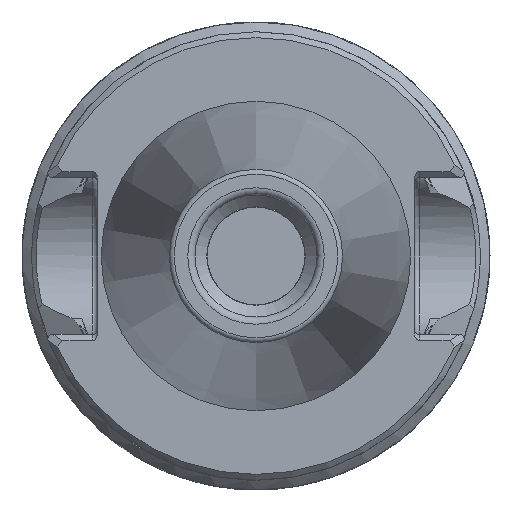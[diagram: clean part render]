
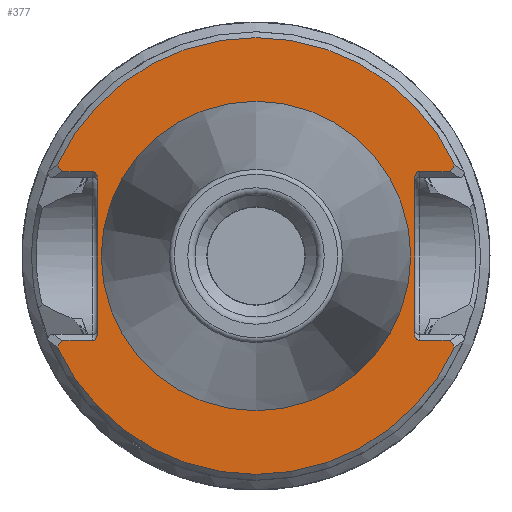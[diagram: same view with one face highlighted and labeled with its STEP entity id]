
A CAD part, left-side view. The second image highlights one B-rep face of the part: STEP entity #377.
In plain terms, the highlighted planar face has unit normal (-1, 0, 0).
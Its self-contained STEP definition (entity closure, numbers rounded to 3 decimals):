
#377 = ADVANCED_FACE( '', ( #898, #899 ), #900, .T. );
#898 = FACE_OUTER_BOUND( '', #1661, .T. );
#899 = FACE_BOUND( '', #1662, .T. );
#900 = PLANE( '', #1663 );
#1661 = EDGE_LOOP( '', ( #2758, #2759, #2760, #2761, #2762, #2763, #2764, #2765, #2766, #2767, #2768, #2769, #2770, #2771, #2772, #2773 ) );
#1662 = EDGE_LOOP( '', ( #2774 ) );
#1663 = AXIS2_PLACEMENT_3D( '', #2775, #2776, #2777 );
#2758 = ORIENTED_EDGE( '', *, *, #4352, .T. );
#2759 = ORIENTED_EDGE( '', *, *, #4353, .T. );
#2760 = ORIENTED_EDGE( '', *, *, #4214, .T. );
#2761 = ORIENTED_EDGE( '', *, *, #4354, .T. );
#2762 = ORIENTED_EDGE( '', *, *, #4355, .T. );
#2763 = ORIENTED_EDGE( '', *, *, #4356, .T. );
#2764 = ORIENTED_EDGE( '', *, *, #4103, .T. );
#2765 = ORIENTED_EDGE( '', *, *, #4042, .T. );
#2766 = ORIENTED_EDGE( '', *, *, #4205, .T. );
#2767 = ORIENTED_EDGE( '', *, *, #4357, .T. );
#2768 = ORIENTED_EDGE( '', *, *, #4358, .T. );
#2769 = ORIENTED_EDGE( '', *, *, #4359, .T. );
#2770 = ORIENTED_EDGE( '', *, *, #4208, .T. );
#2771 = ORIENTED_EDGE( '', *, *, #4360, .T. );
#2772 = ORIENTED_EDGE( '', *, *, #4341, .T. );
#2773 = ORIENTED_EDGE( '', *, *, #4149, .T. );
#2774 = ORIENTED_EDGE( '', *, *, #4273, .F. );
#2775 = CARTESIAN_POINT( '', ( 2., 0., 15.861 ) );
#2776 = DIRECTION( '', ( -1., 0., 0. ) );
#2777 = DIRECTION( '', ( 0., 0., 1. ) );
#4042 = EDGE_CURVE( '', #4756, #4754, #4757, .T. );
#4103 = EDGE_CURVE( '', #4865, #4756, #4866, .T. );
#4149 = EDGE_CURVE( '', #4946, #4944, #4947, .T. );
#4205 = EDGE_CURVE( '', #4754, #5043, #5044, .T. );
#4208 = EDGE_CURVE( '', #5047, #5048, #5049, .T. );
#4214 = EDGE_CURVE( '', #5057, #5058, #5059, .T. );
#4273 = EDGE_CURVE( '', #5152, #5152, #5153, .T. );
#4341 = EDGE_CURVE( '', #5252, #4946, #5253, .T. );
#4352 = EDGE_CURVE( '', #4944, #5268, #5269, .T. );
#4353 = EDGE_CURVE( '', #5268, #5057, #5270, .T. );
#4354 = EDGE_CURVE( '', #5058, #5271, #5272, .F. );
#4355 = EDGE_CURVE( '', #5271, #5273, #5274, .T. );
#4356 = EDGE_CURVE( '', #5273, #4865, #5275, .F. );
#4357 = EDGE_CURVE( '', #5043, #5276, #5277, .T. );
#4358 = EDGE_CURVE( '', #5276, #5278, #5279, .T. );
#4359 = EDGE_CURVE( '', #5278, #5047, #5280, .F. );
#4360 = EDGE_CURVE( '', #5048, #5252, #5281, .F. );
#4754 = VERTEX_POINT( '', #5786 );
#4756 = VERTEX_POINT( '', #5794 );
#4757 = B_SPLINE_CURVE_WITH_KNOTS( '', 1, ( #5795, #5796 ), .UNSPECIFIED., .F., .F., ( 2, 2 ), ( 0., 0.821 ), .UNSPECIFIED. );
#4865 = VERTEX_POINT( '', #5972 );
#4866 = LINE( '', #5973, #5974 );
#4944 = VERTEX_POINT( '', #6165 );
#4946 = VERTEX_POINT( '', #6173 );
#4947 = B_SPLINE_CURVE_WITH_KNOTS( '', 1, ( #6174, #6175 ), .UNSPECIFIED., .F., .F., ( 2, 2 ), ( 0., 0.821 ), .UNSPECIFIED. );
#5043 = VERTEX_POINT( '', #6334 );
#5044 = CIRCLE( '', #6335, 22.4 );
#5047 = VERTEX_POINT( '', #6344 );
#5048 = VERTEX_POINT( '', #6345 );
#5049 = LINE( '', #6346, #6347 );
#5057 = VERTEX_POINT( '', #6358 );
#5058 = VERTEX_POINT( '', #6359 );
#5059 = LINE( '', #6360, #6361 );
#5152 = VERTEX_POINT( '', #6549 );
#5153 = CIRCLE( '', #6550, 15.861 );
#5252 = VERTEX_POINT( '', #6723 );
#5253 = LINE( '', #6724, #6725 );
#5268 = VERTEX_POINT( '', #6747 );
#5269 = CIRCLE( '', #6748, 22.4 );
#5270 = B_SPLINE_CURVE_WITH_KNOTS( '', 1, ( #6749, #6750 ), .UNSPECIFIED., .F., .F., ( 2, 2 ), ( 0.179, 1. ), .UNSPECIFIED. );
#5271 = VERTEX_POINT( '', #6751 );
#5272 = ELLIPSE( '', #6752, 0.707, 0.5 );
#5273 = VERTEX_POINT( '', #6753 );
#5274 = LINE( '', #6754, #6755 );
#5275 = ELLIPSE( '', #6756, 0.707, 0.5 );
#5276 = VERTEX_POINT( '', #6757 );
#5277 = B_SPLINE_CURVE_WITH_KNOTS( '', 1, ( #6758, #6759 ), .UNSPECIFIED., .F., .F., ( 2, 2 ), ( 0.179, 1. ), .UNSPECIFIED. );
#5278 = VERTEX_POINT( '', #6760 );
#5279 = LINE( '', #6761, #6762 );
#5280 = ELLIPSE( '', #6763, 0.707, 0.5 );
#5281 = ELLIPSE( '', #6764, 0.707, 0.5 );
#5786 = CARTESIAN_POINT( '', ( 2., 20.361, -9.337 ) );
#5794 = CARTESIAN_POINT( '', ( 2., 19.923, -8.65 ) );
#5795 = CARTESIAN_POINT( '', ( 2., 19.923, -8.65 ) );
#5796 = CARTESIAN_POINT( '', ( 2., 20.361, -9.337 ) );
#5972 = CARTESIAN_POINT( '', ( 2., 16.75, -8.65 ) );
#5973 = CARTESIAN_POINT( '', ( 2., 21.064, -8.65 ) );
#5974 = VECTOR( '', #7921, 1000. );
#6165 = CARTESIAN_POINT( '', ( 2., -20.361, 9.337 ) );
#6173 = CARTESIAN_POINT( '', ( 2., -19.923, 8.65 ) );
#6174 = CARTESIAN_POINT( '', ( 2., -19.923, 8.65 ) );
#6175 = CARTESIAN_POINT( '', ( 2., -20.361, 9.337 ) );
#6334 = CARTESIAN_POINT( '', ( 2., -20.361, -9.337 ) );
#6335 = AXIS2_PLACEMENT_3D( '', #8038, #8039, #8040 );
#6344 = CARTESIAN_POINT( '', ( 2., -16.25, -7.943 ) );
#6345 = CARTESIAN_POINT( '', ( 2., -16.25, 7.943 ) );
#6346 = CARTESIAN_POINT( '', ( 2., -16.25, 15.861 ) );
#6347 = VECTOR( '', #8041, 1000. );
#6358 = CARTESIAN_POINT( '', ( 2., 19.923, 8.65 ) );
#6359 = CARTESIAN_POINT( '', ( 2., 16.75, 8.65 ) );
#6360 = CARTESIAN_POINT( '', ( 2., 16.25, 8.65 ) );
#6361 = VECTOR( '', #8048, 1000. );
#6549 = CARTESIAN_POINT( '', ( 2., 0., 15.861 ) );
#6550 = AXIS2_PLACEMENT_3D( '', #8101, #8102, #8103 );
#6723 = CARTESIAN_POINT( '', ( 2., -16.75, 8.65 ) );
#6724 = CARTESIAN_POINT( '', ( 2., -21.064, 8.65 ) );
#6725 = VECTOR( '', #8171, 1000. );
#6747 = CARTESIAN_POINT( '', ( 2., 20.361, 9.337 ) );
#6748 = AXIS2_PLACEMENT_3D( '', #8185, #8186, #8187 );
#6749 = CARTESIAN_POINT( '', ( 2., 20.361, 9.337 ) );
#6750 = CARTESIAN_POINT( '', ( 2., 19.923, 8.65 ) );
#6751 = CARTESIAN_POINT( '', ( 2., 16.25, 7.943 ) );
#6752 = AXIS2_PLACEMENT_3D( '', #8188, #8189, #8190 );
#6753 = CARTESIAN_POINT( '', ( 2., 16.25, -7.943 ) );
#6754 = CARTESIAN_POINT( '', ( 2., 16.25, 15.861 ) );
#6755 = VECTOR( '', #8191, 1000. );
#6756 = AXIS2_PLACEMENT_3D( '', #8192, #8193, #8194 );
#6757 = CARTESIAN_POINT( '', ( 2., -19.923, -8.65 ) );
#6758 = CARTESIAN_POINT( '', ( 2., -20.361, -9.337 ) );
#6759 = CARTESIAN_POINT( '', ( 2., -19.923, -8.65 ) );
#6760 = CARTESIAN_POINT( '', ( 2., -16.75, -8.65 ) );
#6761 = CARTESIAN_POINT( '', ( 2., -16.25, -8.65 ) );
#6762 = VECTOR( '', #8195, 1000. );
#6763 = AXIS2_PLACEMENT_3D( '', #8196, #8197, #8198 );
#6764 = AXIS2_PLACEMENT_3D( '', #8199, #8200, #8201 );
#7921 = DIRECTION( '', ( 0., 1., 0. ) );
#8038 = CARTESIAN_POINT( '', ( 2., 0., 0. ) );
#8039 = DIRECTION( '', ( -1., 0., 0. ) );
#8040 = DIRECTION( '', ( 0., 0., 1. ) );
#8041 = DIRECTION( '', ( 0., 0., 1. ) );
#8048 = DIRECTION( '', ( 0., -1., 0. ) );
#8101 = CARTESIAN_POINT( '', ( 2., 0., 0. ) );
#8102 = DIRECTION( '', ( -1., 0., 0. ) );
#8103 = DIRECTION( '', ( 0., 0., 1. ) );
#8171 = DIRECTION( '', ( 0., -1., 0. ) );
#8185 = CARTESIAN_POINT( '', ( 2., 0., 0. ) );
#8186 = DIRECTION( '', ( -1., 0., 0. ) );
#8187 = DIRECTION( '', ( 0., 0., 1. ) );
#8188 = CARTESIAN_POINT( '', ( 2., 16.75, 7.943 ) );
#8189 = DIRECTION( '', ( -1., 0., 0. ) );
#8190 = DIRECTION( '', ( 0., 0., 1. ) );
#8191 = DIRECTION( '', ( 0., 0., -1. ) );
#8192 = CARTESIAN_POINT( '', ( 2., 16.75, -7.943 ) );
#8193 = DIRECTION( '', ( -1., 0., 0. ) );
#8194 = DIRECTION( '', ( 0., 0., 1. ) );
#8195 = DIRECTION( '', ( 0., 1., 0. ) );
#8196 = CARTESIAN_POINT( '', ( 2., -16.75, -7.943 ) );
#8197 = DIRECTION( '', ( -1., 0., 0. ) );
#8198 = DIRECTION( '', ( 0., 0., -1. ) );
#8199 = CARTESIAN_POINT( '', ( 2., -16.75, 7.943 ) );
#8200 = DIRECTION( '', ( -1., 0., 0. ) );
#8201 = DIRECTION( '', ( 0., 0., -1. ) );
